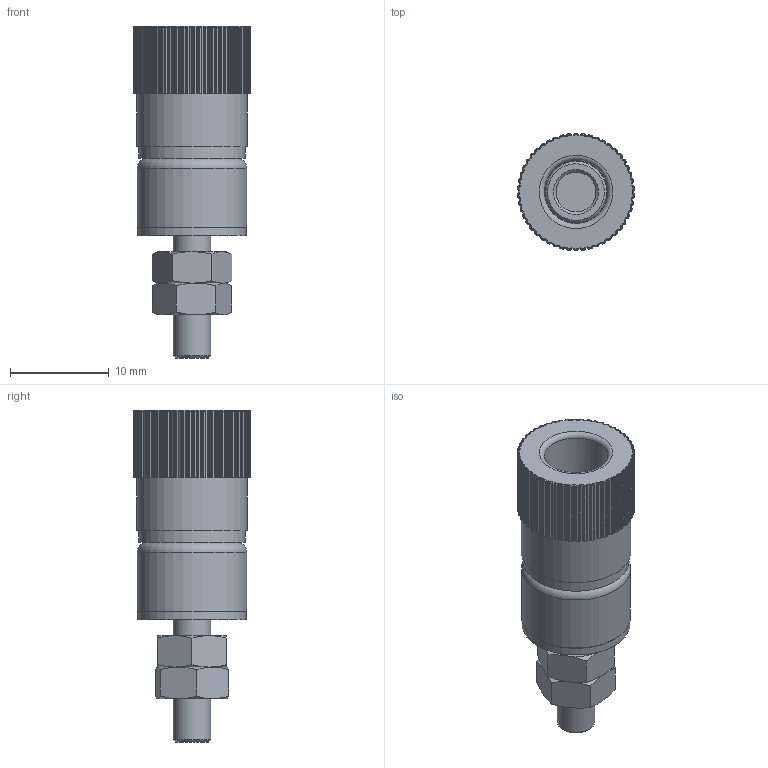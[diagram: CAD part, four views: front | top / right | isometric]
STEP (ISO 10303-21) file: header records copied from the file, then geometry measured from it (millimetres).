
FILE_DESCRIPTION(/* description */ (''),/* implementation_level */ '2;1');
FILE_NAME(/* name */ 'Conn_BindingPost_Red.stp',/* time_stamp */ '2019-10-05T12:27:56-04:00',/* author */ ('Ishaan'),/* organization */ (''),/* preprocessor_version */ 'ST-DEVELOPER v18',/* originating_system */ 'Autodesk Inventor 2020',/* authorisation */ '');
FILE_SCHEMA (('AUTOMOTIVE_DESIGN { 1 0 10303 214 3 1 1 }'));
Length unit declared in the file: millimetre
Products named in the file (3): Assembly1; BindingPost_Red; ANSI B 18.2.4.1 M - M4 x 0.7
Assembly tree (3 placements, depth 2):
  Assembly1
    BindingPost_Red
    ANSI B 18.2.4.1 M - M4 x 0.7  x2
Bounding box: 11.89 x 11.9 x 33.7 mm (x, y, z)
Volume: 2176.7 mm3; surface area: 1826 mm2
Topology: 3 solids, 3 shells, 669 faces, 1550 edges, 895 vertices
Faces by surface type: cylinder 310, torus 152, sphere 100, plane 76, cone 31
Full cylindrical faces by diameter (mm): 3.242 x2, 3.81 x1, 4.05 x1, 6.25 x1, 6.45 x1, 10.8 x1, 11 x1, 11.1 x1, 11.2 x1
Entity records: 19146 total; most frequent: DIRECTION 3786, CARTESIAN_POINT 3066, ORIENTED_EDGE 3000, AXIS2_PLACEMENT_3D 1658, EDGE_CURVE 1500, CIRCLE 1006, VERTEX_POINT 866, EDGE_LOOP 656
